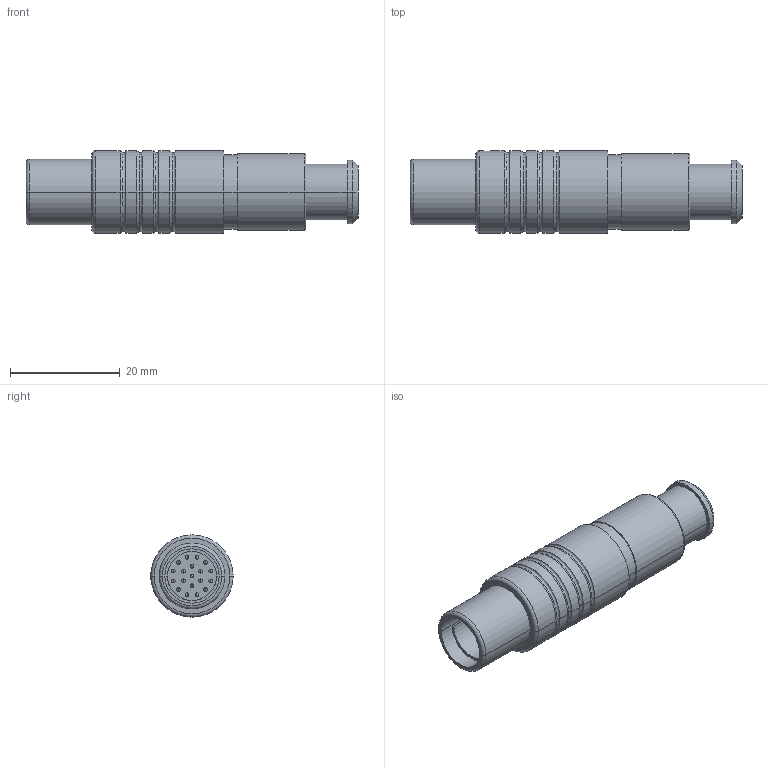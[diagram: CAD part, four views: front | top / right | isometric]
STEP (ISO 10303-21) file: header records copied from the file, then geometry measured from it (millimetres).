
FILE_DESCRIPTION((''),'2;1');
FILE_NAME('S22F1C-P19M','2021-03-11T15:32:55',('RTrager'),(''),'CREO PARAMETRIC BY PTC INC, 2018300','CREO PARAMETRIC BY PTC INC, 2018300','');
FILE_SCHEMA(('AP242_MANAGED_MODEL_BASED_3D_ENGINEERING_MIM_LF { 1 0 10303 442 1 1 4 }'));
Length unit declared in the file: millimetre
Products named in the file (1): S22F1C-P19M
Bounding box: 60.5 x 15 x 15 mm (x, y, z)
Volume: 5662.9 mm3; surface area: 5019.9 mm2
Topology: 1 solids, 1 shells, 318 faces, 784 edges, 477 vertices
Faces by surface type: cylinder 184, plane 54, sphere 38, torus 32, cone 10
Entity records: 15434 total; most frequent: CARTESIAN_POINT 2458, DIRECTION 1728, ORIENTED_EDGE 1492, PRESENTATION_STYLE_ASSIGNMENT 1006, STYLED_ITEM 750, CURVE_STYLE 746, EDGE_CURVE 746, AXIS2_PLACEMENT_3D 742
